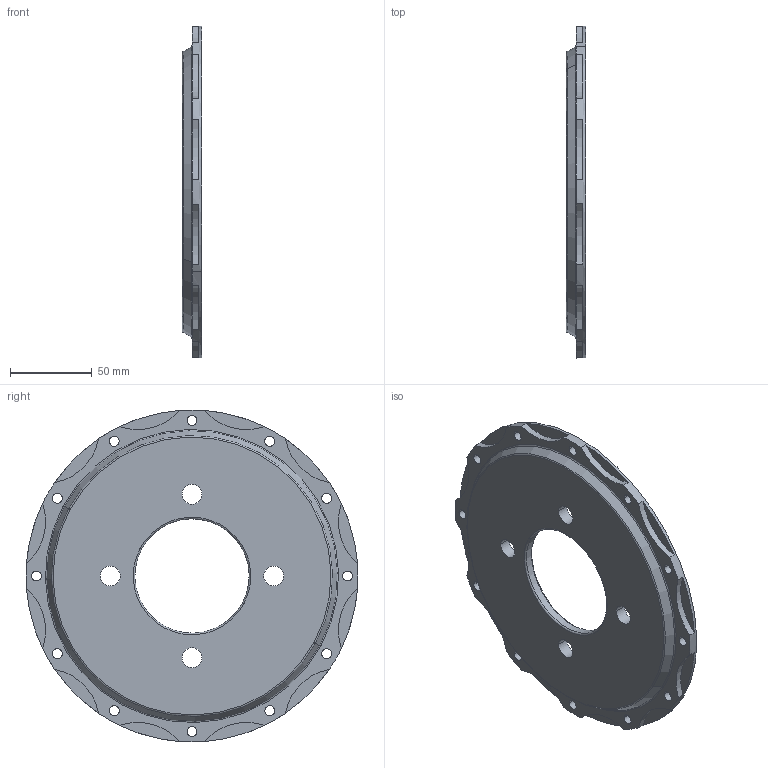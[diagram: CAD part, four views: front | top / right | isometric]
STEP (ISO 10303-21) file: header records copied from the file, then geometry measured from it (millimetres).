
FILE_DESCRIPTION(('CATIA V5 STEP Exchange'),'2;1');
FILE_NAME('bol frein 19,05cm.stp','2017-01-02T21:10:13+00:00',('none'),('none'),'CATIA Version 5 Release 19 SP 2 (IN-10)','CATIA V5 STEP AP203','none');
FILE_SCHEMA(('CONFIG_CONTROL_DESIGN'));
Length unit declared in the file: millimetre
Products named in the file (1): Part2
Bounding box: 12 x 203.24 x 203.24 mm (x, y, z)
Volume: 189414.6 mm3; surface area: 65903.2 mm2
Topology: 1 solids, 1 shells, 78 faces, 212 edges, 138 vertices
Faces by surface type: cylinder 48, plane 16, torus 10, cone 4
Entity records: 2356 total; most frequent: ORIENTED_EDGE 424, CARTESIAN_POINT 399, DIRECTION 308, EDGE_CURVE 212, AXIS2_PLACEMENT_3D 197, CIRCLE 148, VERTEX_POINT 138, EDGE_LOOP 114
